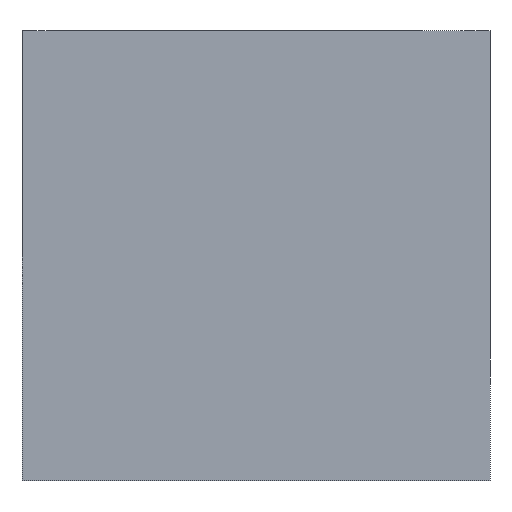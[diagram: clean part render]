
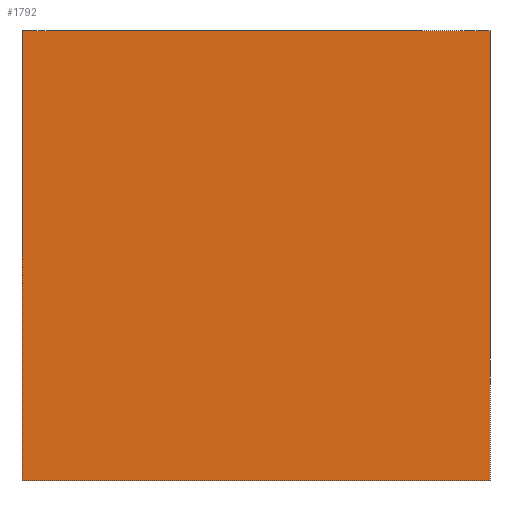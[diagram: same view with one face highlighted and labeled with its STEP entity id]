
A CAD part, front view. The second image highlights one B-rep face of the part: STEP entity #1792.
In plain terms, the highlighted planar face has unit normal (0, -1, 0).
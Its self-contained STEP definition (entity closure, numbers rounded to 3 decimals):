
#4 = VECTOR ( 'NONE', #397, 1000. ) ;
#42 = VERTEX_POINT ( 'NONE', #1062 ) ;
#54 = EDGE_CURVE ( 'NONE', #640, #1031, #1289, .T. ) ;
#70 = CARTESIAN_POINT ( 'NONE',  ( 7.8, 0., 7.5 ) ) ;
#126 = DIRECTION ( 'NONE',  ( 0., -1., 0. ) ) ;
#132 = CARTESIAN_POINT ( 'NONE',  ( 7.8, 0., 7.5 ) ) ;
#195 = EDGE_LOOP ( 'NONE', ( #347, #1187, #1974, #2043 ) ) ;
#298 = PLANE ( 'NONE',  #1921 ) ;
#347 = ORIENTED_EDGE ( 'NONE', *, *, #54, .F. ) ;
#356 = CARTESIAN_POINT ( 'NONE',  ( -7.8, 0., -7.5 ) ) ;
#397 = DIRECTION ( 'NONE',  ( 0., 0., -1. ) ) ;
#640 = VERTEX_POINT ( 'NONE', #1549 ) ;
#844 = VERTEX_POINT ( 'NONE', #974 ) ;
#898 = EDGE_CURVE ( 'NONE', #844, #42, #2081, .T. ) ;
#974 = CARTESIAN_POINT ( 'NONE',  ( 7.8, 0., 7.5 ) ) ;
#1031 = VERTEX_POINT ( 'NONE', #356 ) ;
#1048 = CARTESIAN_POINT ( 'NONE',  ( 7.8, 0., -7.5 ) ) ;
#1062 = CARTESIAN_POINT ( 'NONE',  ( -7.8, 0., 7.5 ) ) ;
#1116 = CARTESIAN_POINT ( 'NONE',  ( 7.8, 0., 7.5 ) ) ;
#1151 = LINE ( 'NONE', #1982, #2005 ) ;
#1187 = ORIENTED_EDGE ( 'NONE', *, *, #1275, .F. ) ;
#1203 = DIRECTION ( 'NONE',  ( 0., 0., -1. ) ) ;
#1234 = FACE_OUTER_BOUND ( 'NONE', #195, .T. ) ;
#1275 = EDGE_CURVE ( 'NONE', #844, #640, #1917, .T. ) ;
#1289 = LINE ( 'NONE', #1048, #1766 ) ;
#1437 = DIRECTION ( 'NONE',  ( -1., 0., 0. ) ) ;
#1549 = CARTESIAN_POINT ( 'NONE',  ( 7.8, 0., -7.5 ) ) ;
#1550 = VECTOR ( 'NONE', #1437, 1000. ) ;
#1592 = EDGE_CURVE ( 'NONE', #42, #1031, #1151, .T. ) ;
#1709 = DIRECTION ( 'NONE',  ( -1., 0., 0. ) ) ;
#1755 = DIRECTION ( 'NONE',  ( 0., 0., -1. ) ) ;
#1766 = VECTOR ( 'NONE', #1709, 1000. ) ;
#1792 = ADVANCED_FACE ( 'NONE', ( #1234 ), #298, .T. ) ;
#1917 = LINE ( 'NONE', #70, #4 ) ;
#1921 = AXIS2_PLACEMENT_3D ( 'NONE', #132, #126, #1755 ) ;
#1974 = ORIENTED_EDGE ( 'NONE', *, *, #898, .T. ) ;
#1982 = CARTESIAN_POINT ( 'NONE',  ( -7.8, 0., 7.5 ) ) ;
#2005 = VECTOR ( 'NONE', #1203, 1000. ) ;
#2043 = ORIENTED_EDGE ( 'NONE', *, *, #1592, .T. ) ;
#2081 = LINE ( 'NONE', #1116, #1550 ) ;
